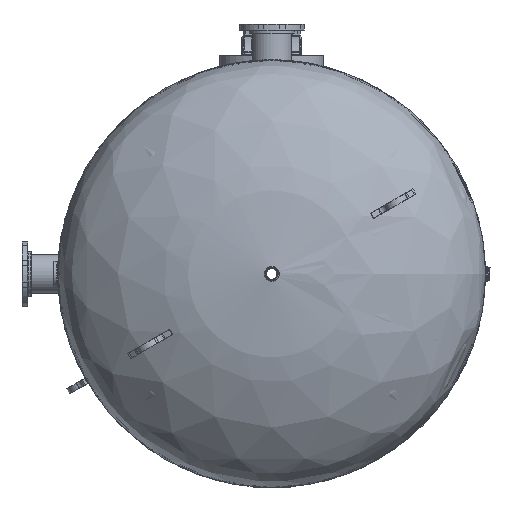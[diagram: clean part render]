
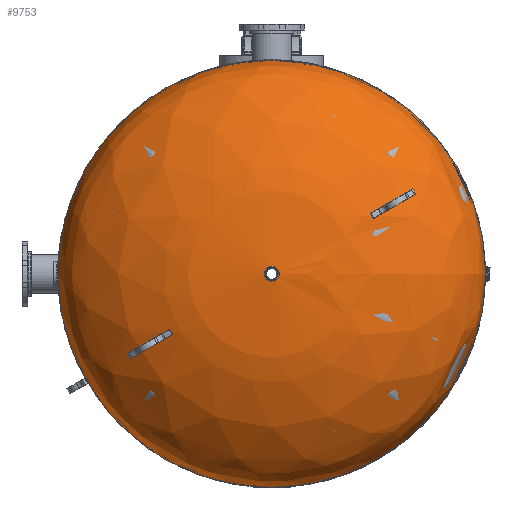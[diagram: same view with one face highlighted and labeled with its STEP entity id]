
A CAD part, left-side view. The second image highlights one B-rep face of the part: STEP entity #9753.
In plain terms, the highlighted free-form (B-spline) face has degree [2, 2] with [3, 9] control points.
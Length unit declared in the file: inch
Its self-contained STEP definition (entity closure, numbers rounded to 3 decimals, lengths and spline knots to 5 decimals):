
#150=ELLIPSE('',#10698,36.,18.1875);
#156=(
BOUNDED_SURFACE()
B_SPLINE_SURFACE(2,2,((#16759,#16760,#16761,#16762,#16763,#16764,#16765,
#16766,#16767),(#16768,#16769,#16770,#16771,#16772,#16773,#16774,#16775,
#16776),(#16777,#16778,#16779,#16780,#16781,#16782,#16783,#16784,#16785)),
 .UNSPECIFIED.,.F.,.T.,.F.)
B_SPLINE_SURFACE_WITH_KNOTS((3,3),(3,2,2,2,3),(-1.5708,0.),
(0.,1.5708,3.14159,4.71239,6.28319),
 .UNSPECIFIED.)
GEOMETRIC_REPRESENTATION_ITEM()
RATIONAL_B_SPLINE_SURFACE(((1.,0.707,1.,0.707,1.,
0.707,1.,0.707,1.),(0.707,0.5,0.707,
0.5,0.707,0.5,0.707,0.5,0.707),(1.,
0.707,1.,0.707,1.,0.707,1.,0.707,
1.)))
REPRESENTATION_ITEM('')
SURFACE()
);
#630=CIRCLE('',#10696,36.);
#631=CIRCLE('',#10697,36.);
#1440=FACE_OUTER_BOUND('',#2009,.T.);
#2009=EDGE_LOOP('',(#6956,#6957,#6958,#6959,#6960,#6961));
#3962=B_SPLINE_CURVE_WITH_KNOTS('',3,(#16395,#16396,#16397,#16398,#16399,
#16400,#16401,#16402,#16403,#16404,#16405,#16406,#16407,#16408,#16409,#16410,
#16411,#16412,#16413,#16414,#16415,#16416,#16417,#16418,#16419,#16420,#16421,
#16422,#16423,#16424,#16425),.UNSPECIFIED.,.F.,.F.,(4,2,2,2,2,2,2,2,2,3,
2,2,2,2,4),(-8.0046,-7.9379,-6.94566,-5.95342,
-4.96118,-3.96895,-2.97671,-1.98447,
-0.99224,0.,0.5618,1.12359,2.11583,
3.10807,4.00022),.UNSPECIFIED.);
#3963=B_SPLINE_CURVE_WITH_KNOTS('',3,(#16426,#16427,#16428,#16429,#16430,
#16431,#16432,#16433,#16434,#16435,#16436,#16437),.UNSPECIFIED.,.F.,.F.,
(4,2,2,2,2,4),(4.00022,4.1003,5.09254,6.08478,
7.07701,8.00255),.UNSPECIFIED.);
#4352=VERTEX_POINT('',#16393);
#4353=VERTEX_POINT('',#16394);
#4374=VERTEX_POINT('',#16754);
#4375=VERTEX_POINT('',#16755);
#5347=EDGE_CURVE('',#4352,#4353,#3962,.T.);
#5348=EDGE_CURVE('',#4353,#4352,#3963,.T.);
#5377=EDGE_CURVE('',#4374,#4375,#630,.T.);
#5378=EDGE_CURVE('',#4375,#4374,#631,.T.);
#5380=EDGE_CURVE('',#4374,#4352,#150,.T.);
#6956=ORIENTED_EDGE('',*,*,#5347,.T.);
#6957=ORIENTED_EDGE('',*,*,#5348,.T.);
#6958=ORIENTED_EDGE('',*,*,#5380,.F.);
#6959=ORIENTED_EDGE('',*,*,#5377,.T.);
#6960=ORIENTED_EDGE('',*,*,#5378,.T.);
#6961=ORIENTED_EDGE('',*,*,#5380,.T.);
#9753=ADVANCED_FACE('',(#1440),#156,.T.);
#10696=AXIS2_PLACEMENT_3D('',#16756,#11774,#11775);
#10697=AXIS2_PLACEMENT_3D('',#16757,#11776,#11777);
#10698=AXIS2_PLACEMENT_3D('',#16786,#11779,#11780);
#11774=DIRECTION('center_axis',(0.,0.,
1.));
#11775=DIRECTION('ref_axis',(1.,0.,0.));
#11776=DIRECTION('center_axis',(0.,0.,
1.));
#11777=DIRECTION('ref_axis',(1.,0.,0.));
#11779=DIRECTION('center_axis',(-1.,0.,0.));
#11780=DIRECTION('ref_axis',(0.,-1.,0.));
#16393=CARTESIAN_POINT('',(0.,-1.,19.86798));
#16394=CARTESIAN_POINT('',(1.,0.,19.86798));
#16395=CARTESIAN_POINT('Ctrl Pts',(0.,-1.,
19.86798));
#16396=CARTESIAN_POINT('Ctrl Pts',(-0.00874,-1.,
19.86798));
#16397=CARTESIAN_POINT('Ctrl Pts',(-0.01749,-0.99989,
19.86798));
#16398=CARTESIAN_POINT('Ctrl Pts',(-0.15641,-0.99624,
19.86798));
#16399=CARTESIAN_POINT('Ctrl Pts',(-0.28467,-0.96743,
19.86798));
#16400=CARTESIAN_POINT('Ctrl Pts',(-0.52292,-0.86227,
19.86798));
#16401=CARTESIAN_POINT('Ctrl Pts',(-0.63064,-0.78692,
19.86798));
#16402=CARTESIAN_POINT('Ctrl Pts',(-0.81113,-0.59918,
19.86798));
#16403=CARTESIAN_POINT('Ctrl Pts',(-0.88218,-0.48858,
19.86798));
#16404=CARTESIAN_POINT('Ctrl Pts',(-0.97788,-0.24637,
19.86798));
#16405=CARTESIAN_POINT('Ctrl Pts',(-1.00162,-0.11708,
19.86798));
#16406=CARTESIAN_POINT('Ctrl Pts',(-0.99821,0.14333,
19.86798));
#16407=CARTESIAN_POINT('Ctrl Pts',(-0.97108,0.27195,
19.86798));
#16408=CARTESIAN_POINT('Ctrl Pts',(-0.86906,0.51156,
19.86798));
#16409=CARTESIAN_POINT('Ctrl Pts',(-0.79513,0.62026,
19.86798));
#16410=CARTESIAN_POINT('Ctrl Pts',(-0.60977,0.8032,
19.86798));
#16411=CARTESIAN_POINT('Ctrl Pts',(-0.50012,0.87569,
19.86798));
#16412=CARTESIAN_POINT('Ctrl Pts',(-0.25918,0.97457,
19.86798));
#16413=CARTESIAN_POINT('Ctrl Pts',(-0.13021,1.,19.86798));
#16414=CARTESIAN_POINT('Ctrl Pts',(0.,1.,19.86798));
#16415=CARTESIAN_POINT('Ctrl Pts',(0.07373,1.,19.86798));
#16416=CARTESIAN_POINT('Ctrl Pts',(0.14723,0.99185,
19.86798));
#16417=CARTESIAN_POINT('Ctrl Pts',(0.2911,0.95953,
19.86798));
#16418=CARTESIAN_POINT('Ctrl Pts',(0.36102,0.93547,
19.86798));
#16419=CARTESIAN_POINT('Ctrl Pts',(0.54537,0.84825,
19.86798));
#16420=CARTESIAN_POINT('Ctrl Pts',(0.65108,0.7701,
19.86798));
#16421=CARTESIAN_POINT('Ctrl Pts',(0.82658,0.57769,19.86798));
#16422=CARTESIAN_POINT('Ctrl Pts',(0.8947,0.46526,
19.86798));
#16423=CARTESIAN_POINT('Ctrl Pts',(0.97951,0.23296,
19.86798));
#16424=CARTESIAN_POINT('Ctrl Pts',(1.,0.11688,
19.86798));
#16425=CARTESIAN_POINT('Ctrl Pts',(1.,0.,
19.86798));
#16426=CARTESIAN_POINT('Ctrl Pts',(1.,0.,
19.86798));
#16427=CARTESIAN_POINT('Ctrl Pts',(1.,-0.01311,
19.86798));
#16428=CARTESIAN_POINT('Ctrl Pts',(0.99974,-0.02623,
19.86798));
#16429=CARTESIAN_POINT('Ctrl Pts',(0.9941,-0.16947,
19.86798));
#16430=CARTESIAN_POINT('Ctrl Pts',(0.96361,-0.29734,
19.86798));
#16431=CARTESIAN_POINT('Ctrl Pts',(0.85533,-0.53419,
19.86798));
#16432=CARTESIAN_POINT('Ctrl Pts',(0.77858,-0.64091,
19.86798));
#16433=CARTESIAN_POINT('Ctrl Pts',(0.58849,-0.81893,
19.86798));
#16434=CARTESIAN_POINT('Ctrl Pts',(0.47696,-0.88852,
19.86798));
#16435=CARTESIAN_POINT('Ctrl Pts',(0.2417,-0.97792,
19.86798));
#16436=CARTESIAN_POINT('Ctrl Pts',(0.12132,-1.,
19.86798));
#16437=CARTESIAN_POINT('Ctrl Pts',(0.,-1.,
19.86798));
#16754=CARTESIAN_POINT('',(0.,-36.,1.6875));
#16755=CARTESIAN_POINT('',(0.,36.,1.6875));
#16756=CARTESIAN_POINT('Origin',(0.,0.,
1.6875));
#16757=CARTESIAN_POINT('Origin',(0.,0.,
1.6875));
#16759=CARTESIAN_POINT('Ctrl Pts',(0.,0.,
19.875));
#16760=CARTESIAN_POINT('Ctrl Pts',(0.,0.,
19.875));
#16761=CARTESIAN_POINT('Ctrl Pts',(0.,0.,
19.875));
#16762=CARTESIAN_POINT('Ctrl Pts',(0.,0.,
19.875));
#16763=CARTESIAN_POINT('Ctrl Pts',(0.,0.,
19.875));
#16764=CARTESIAN_POINT('Ctrl Pts',(0.,0.,
19.875));
#16765=CARTESIAN_POINT('Ctrl Pts',(0.,0.,
19.875));
#16766=CARTESIAN_POINT('Ctrl Pts',(0.,0.,
19.875));
#16767=CARTESIAN_POINT('Ctrl Pts',(0.,0.,
19.875));
#16768=CARTESIAN_POINT('Ctrl Pts',(0.,-36.,19.875));
#16769=CARTESIAN_POINT('Ctrl Pts',(36.,-36.,19.875));
#16770=CARTESIAN_POINT('Ctrl Pts',(36.,0.,19.875));
#16771=CARTESIAN_POINT('Ctrl Pts',(36.,36.,19.875));
#16772=CARTESIAN_POINT('Ctrl Pts',(0.,36.,19.875));
#16773=CARTESIAN_POINT('Ctrl Pts',(-36.,36.,19.875));
#16774=CARTESIAN_POINT('Ctrl Pts',(-36.,0.,19.875));
#16775=CARTESIAN_POINT('Ctrl Pts',(-36.,-36.,19.875));
#16776=CARTESIAN_POINT('Ctrl Pts',(0.,-36.,19.875));
#16777=CARTESIAN_POINT('Ctrl Pts',(0.,-36.,1.6875));
#16778=CARTESIAN_POINT('Ctrl Pts',(36.,-36.,1.6875));
#16779=CARTESIAN_POINT('Ctrl Pts',(36.,0.,1.6875));
#16780=CARTESIAN_POINT('Ctrl Pts',(36.,36.,1.6875));
#16781=CARTESIAN_POINT('Ctrl Pts',(0.,36.,1.6875));
#16782=CARTESIAN_POINT('Ctrl Pts',(-36.,36.,1.6875));
#16783=CARTESIAN_POINT('Ctrl Pts',(-36.,0.,1.6875));
#16784=CARTESIAN_POINT('Ctrl Pts',(-36.,-36.,1.6875));
#16785=CARTESIAN_POINT('Ctrl Pts',(0.,-36.,1.6875));
#16786=CARTESIAN_POINT('Origin',(0.,0.,
1.6875));
